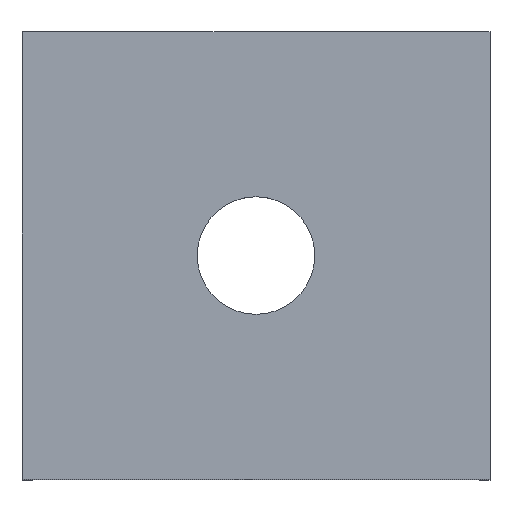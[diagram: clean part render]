
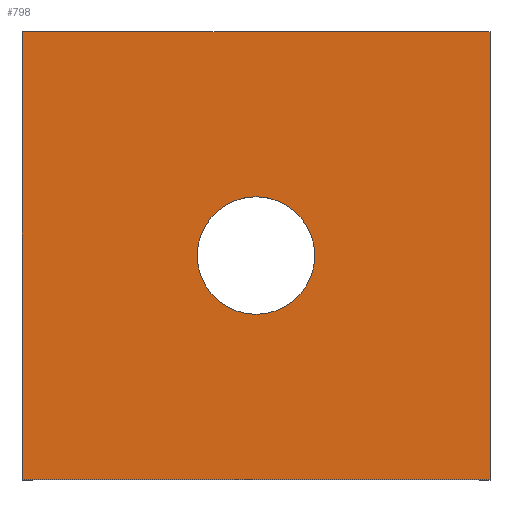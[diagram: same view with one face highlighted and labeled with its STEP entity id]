
A CAD part, top view. The second image highlights one B-rep face of the part: STEP entity #798.
In plain terms, the highlighted planar face has unit normal (0, 0, 1).
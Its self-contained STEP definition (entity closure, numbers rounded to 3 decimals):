
#25 = LINE ( 'NONE', #470, #241 ) ;
#55 = CIRCLE ( 'NONE', #796, 5.25 ) ;
#60 = VERTEX_POINT ( 'NONE', #168 ) ;
#81 = FACE_OUTER_BOUND ( 'NONE', #423, .T. ) ;
#88 = EDGE_LOOP ( 'NONE', ( #787, #317 ) ) ;
#121 = ORIENTED_EDGE ( 'NONE', *, *, #887, .T. ) ;
#131 = VECTOR ( 'NONE', #227, 1000. ) ;
#168 = CARTESIAN_POINT ( 'NONE',  ( 20.9, -20., 1.5 ) ) ;
#169 = DIRECTION ( 'NONE',  ( 0., 0., -1. ) ) ;
#173 = ORIENTED_EDGE ( 'NONE', *, *, #737, .F. ) ;
#194 = EDGE_CURVE ( 'NONE', #334, #60, #205, .T. ) ;
#205 = LINE ( 'NONE', #728, #604 ) ;
#227 = DIRECTION ( 'NONE',  ( 0., -1., 0. ) ) ;
#241 = VECTOR ( 'NONE', #475, 1000. ) ;
#244 = DIRECTION ( 'NONE',  ( 0., 0., 1. ) ) ;
#245 = ORIENTED_EDGE ( 'NONE', *, *, #194, .T. ) ;
#256 = VECTOR ( 'NONE', #632, 1000. ) ;
#317 = ORIENTED_EDGE ( 'NONE', *, *, #528, .F. ) ;
#320 = CARTESIAN_POINT ( 'NONE',  ( -20., 20., 1.5 ) ) ;
#323 = DIRECTION ( 'NONE',  ( 1., 0., 0. ) ) ;
#334 = VERTEX_POINT ( 'NONE', #954 ) ;
#358 = DIRECTION ( 'NONE',  ( 1., 0., 0. ) ) ;
#412 = CARTESIAN_POINT ( 'NONE',  ( 5.25, 0., 1.5 ) ) ;
#422 = DIRECTION ( 'NONE',  ( 0., 0., 1. ) ) ;
#423 = EDGE_LOOP ( 'NONE', ( #245, #173, #121, #794 ) ) ;
#463 = CARTESIAN_POINT ( 'NONE',  ( 0., 0., 1.5 ) ) ;
#470 = CARTESIAN_POINT ( 'NONE',  ( -20.9, 0., 1.5 ) ) ;
#475 = DIRECTION ( 'NONE',  ( 0., -1., 0. ) ) ;
#487 = LINE ( 'NONE', #320, #256 ) ;
#492 = DIRECTION ( 'NONE',  ( 1., 0., 0. ) ) ;
#528 = EDGE_CURVE ( 'NONE', #942, #890, #966, .T. ) ;
#530 = DIRECTION ( 'NONE',  ( -1., 0., 0. ) ) ;
#535 = EDGE_CURVE ( 'NONE', #751, #334, #25, .T. ) ;
#536 = LINE ( 'NONE', #689, #131 ) ;
#540 = AXIS2_PLACEMENT_3D ( 'NONE', #686, #244, #323 ) ;
#570 = VERTEX_POINT ( 'NONE', #916 ) ;
#604 = VECTOR ( 'NONE', #358, 1000. ) ;
#612 = FACE_BOUND ( 'NONE', #88, .T. ) ;
#632 = DIRECTION ( 'NONE',  ( -1., 0., 0. ) ) ;
#648 = AXIS2_PLACEMENT_3D ( 'NONE', #463, #169, #530 ) ;
#686 = CARTESIAN_POINT ( 'NONE',  ( 0., 0., 1.5 ) ) ;
#689 = CARTESIAN_POINT ( 'NONE',  ( 20.9, 0., 1.5 ) ) ;
#701 = CARTESIAN_POINT ( 'NONE',  ( 0., 0., 1.5 ) ) ;
#728 = CARTESIAN_POINT ( 'NONE',  ( -20., -20., 1.5 ) ) ;
#737 = EDGE_CURVE ( 'NONE', #570, #60, #536, .T. ) ;
#751 = VERTEX_POINT ( 'NONE', #762 ) ;
#762 = CARTESIAN_POINT ( 'NONE',  ( -20.9, 20., 1.5 ) ) ;
#787 = ORIENTED_EDGE ( 'NONE', *, *, #970, .F. ) ;
#794 = ORIENTED_EDGE ( 'NONE', *, *, #535, .T. ) ;
#795 = CARTESIAN_POINT ( 'NONE',  ( -5.25, 0., 1.5 ) ) ;
#796 = AXIS2_PLACEMENT_3D ( 'NONE', #701, #422, #492 ) ;
#798 = ADVANCED_FACE ( 'NONE', ( #81, #612 ), #838, .F. ) ;
#838 = PLANE ( 'NONE',  #648 ) ;
#887 = EDGE_CURVE ( 'NONE', #570, #751, #487, .T. ) ;
#890 = VERTEX_POINT ( 'NONE', #795 ) ;
#916 = CARTESIAN_POINT ( 'NONE',  ( 20.9, 20., 1.5 ) ) ;
#942 = VERTEX_POINT ( 'NONE', #412 ) ;
#954 = CARTESIAN_POINT ( 'NONE',  ( -20.9, -20., 1.5 ) ) ;
#966 = CIRCLE ( 'NONE', #540, 5.25 ) ;
#970 = EDGE_CURVE ( 'NONE', #890, #942, #55, .T. ) ;
